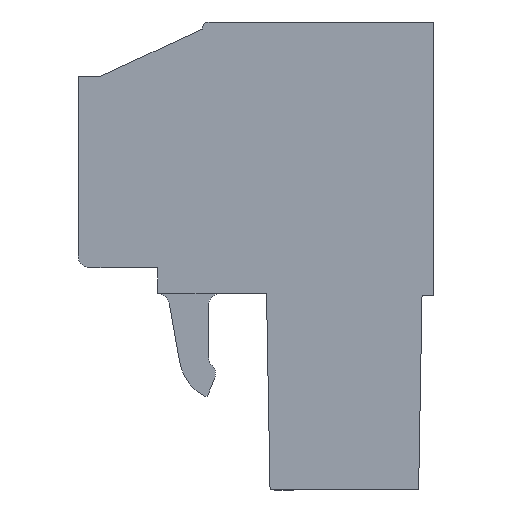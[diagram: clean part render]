
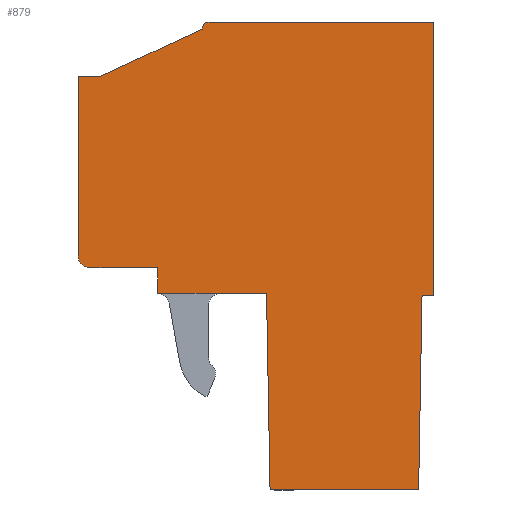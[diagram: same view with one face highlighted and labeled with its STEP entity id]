
A CAD part, left-side view. The second image highlights one B-rep face of the part: STEP entity #879.
In plain terms, the highlighted planar face has unit normal (-1, 0, 0).
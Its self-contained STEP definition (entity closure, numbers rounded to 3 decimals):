
#779=AXIS2_PLACEMENT_3D('Plane Axis2P3D',#776,#777,#778) ;
#783=AXIS2_PLACEMENT_3D('Circle Axis2P3D',#781,#782,$) ;
#811=AXIS2_PLACEMENT_3D('Circle Axis2P3D',#809,#810,$) ;
#383=CARTESIAN_POINT('Vertex',(0.,9.6,20.)) ;
#386=CARTESIAN_POINT('Line Origine',(0.,4.8,20.)) ;
#390=CARTESIAN_POINT('Vertex',(0.,0.,20.)) ;
#757=CARTESIAN_POINT('Line Origine',(0.,0.,14.15)) ;
#761=CARTESIAN_POINT('Vertex',(0.,0.,8.3)) ;
#776=CARTESIAN_POINT('Axis2P3D Location',(0.,0.,0.)) ;
#781=CARTESIAN_POINT('Axis2P3D Location',(0.,9.6,19.7)) ;
#785=CARTESIAN_POINT('Vertex',(0.,9.9,19.7)) ;
#788=CARTESIAN_POINT('Line Origine',(0.,12.066,18.69)) ;
#792=CARTESIAN_POINT('Vertex',(0.,14.232,17.68)) ;
#795=CARTESIAN_POINT('Line Origine',(0.,14.716,17.68)) ;
#799=CARTESIAN_POINT('Vertex',(0.,15.2,17.68)) ;
#802=CARTESIAN_POINT('Line Origine',(0.,15.2,13.84)) ;
#806=CARTESIAN_POINT('Vertex',(0.,15.2,10.)) ;
#809=CARTESIAN_POINT('Axis2P3D Location',(0.,14.7,10.)) ;
#813=CARTESIAN_POINT('Vertex',(0.,14.7,9.5)) ;
#816=CARTESIAN_POINT('Line Origine',(0.,13.25,9.5)) ;
#820=CARTESIAN_POINT('Vertex',(0.,11.8,9.5)) ;
#823=CARTESIAN_POINT('Line Origine',(0.,11.8,8.95)) ;
#827=CARTESIAN_POINT('Vertex',(0.,11.8,8.4)) ;
#830=CARTESIAN_POINT('Line Origine',(0.,9.475,8.4)) ;
#834=CARTESIAN_POINT('Vertex',(0.,7.15,8.4)) ;
#837=CARTESIAN_POINT('Line Origine',(0.,7.075,4.2)) ;
#841=CARTESIAN_POINT('Vertex',(0.,7.,0.)) ;
#844=CARTESIAN_POINT('Line Origine',(0.,3.825,0.)) ;
#848=CARTESIAN_POINT('Vertex',(0.,0.65,0.)) ;
#851=CARTESIAN_POINT('Line Origine',(0.,0.578,4.15)) ;
#855=CARTESIAN_POINT('Vertex',(0.,0.505,8.3)) ;
#858=CARTESIAN_POINT('Line Origine',(0.,0.253,8.3)) ;
#387=DIRECTION('Vector Direction',(0.,1.,0.)) ;
#758=DIRECTION('Vector Direction',(0.,0.,1.)) ;
#777=DIRECTION('Axis2P3D Direction',(-1.,0.,0.)) ;
#778=DIRECTION('Axis2P3D XDirection',(0.,0.,1.)) ;
#782=DIRECTION('Axis2P3D Direction',(-1.,0.,0.)) ;
#789=DIRECTION('Vector Direction',(0.,0.906,-0.423)) ;
#796=DIRECTION('Vector Direction',(0.,1.,0.)) ;
#803=DIRECTION('Vector Direction',(0.,0.,-1.)) ;
#810=DIRECTION('Axis2P3D Direction',(-1.,0.,0.)) ;
#817=DIRECTION('Vector Direction',(0.,-1.,0.)) ;
#824=DIRECTION('Vector Direction',(0.,0.,-1.)) ;
#831=DIRECTION('Vector Direction',(0.,-1.,0.)) ;
#838=DIRECTION('Vector Direction',(0.,-0.018,-1.)) ;
#845=DIRECTION('Vector Direction',(0.,-1.,0.)) ;
#852=DIRECTION('Vector Direction',(0.,-0.017,1.)) ;
#859=DIRECTION('Vector Direction',(0.,-1.,0.)) ;
#388=VECTOR('Line Direction',#387,1.) ;
#759=VECTOR('Line Direction',#758,1.) ;
#790=VECTOR('Line Direction',#789,1.) ;
#797=VECTOR('Line Direction',#796,1.) ;
#804=VECTOR('Line Direction',#803,1.) ;
#818=VECTOR('Line Direction',#817,1.) ;
#825=VECTOR('Line Direction',#824,1.) ;
#832=VECTOR('Line Direction',#831,1.) ;
#839=VECTOR('Line Direction',#838,1.) ;
#846=VECTOR('Line Direction',#845,1.) ;
#853=VECTOR('Line Direction',#852,1.) ;
#860=VECTOR('Line Direction',#859,1.) ;
#864=ORIENTED_EDGE('',*,*,#392,.T.) ;
#865=ORIENTED_EDGE('',*,*,#787,.T.) ;
#866=ORIENTED_EDGE('',*,*,#794,.T.) ;
#867=ORIENTED_EDGE('',*,*,#801,.T.) ;
#868=ORIENTED_EDGE('',*,*,#808,.T.) ;
#869=ORIENTED_EDGE('',*,*,#815,.T.) ;
#870=ORIENTED_EDGE('',*,*,#822,.T.) ;
#871=ORIENTED_EDGE('',*,*,#829,.T.) ;
#872=ORIENTED_EDGE('',*,*,#836,.T.) ;
#873=ORIENTED_EDGE('',*,*,#843,.T.) ;
#874=ORIENTED_EDGE('',*,*,#850,.T.) ;
#875=ORIENTED_EDGE('',*,*,#857,.T.) ;
#876=ORIENTED_EDGE('',*,*,#862,.T.) ;
#877=ORIENTED_EDGE('',*,*,#763,.T.) ;
#879=ADVANCED_FACE('PartBody',(#878),#780,.T.) ;
#784=CIRCLE('generated circle',#783,0.3) ;
#812=CIRCLE('generated circle',#811,0.5) ;
#392=EDGE_CURVE('',#391,#384,#389,.T.) ;
#763=EDGE_CURVE('',#762,#391,#760,.T.) ;
#787=EDGE_CURVE('',#384,#786,#784,.T.) ;
#794=EDGE_CURVE('',#786,#793,#791,.T.) ;
#801=EDGE_CURVE('',#793,#800,#798,.T.) ;
#808=EDGE_CURVE('',#800,#807,#805,.T.) ;
#815=EDGE_CURVE('',#807,#814,#812,.T.) ;
#822=EDGE_CURVE('',#814,#821,#819,.T.) ;
#829=EDGE_CURVE('',#821,#828,#826,.T.) ;
#836=EDGE_CURVE('',#828,#835,#833,.T.) ;
#843=EDGE_CURVE('',#835,#842,#840,.T.) ;
#850=EDGE_CURVE('',#842,#849,#847,.T.) ;
#857=EDGE_CURVE('',#849,#856,#854,.T.) ;
#862=EDGE_CURVE('',#856,#762,#861,.T.) ;
#863=EDGE_LOOP('',(#864,#865,#866,#867,#868,#869,#870,#871,#872,#873,#874,#875,#876,#877)) ;
#878=FACE_OUTER_BOUND('',#863,.T.) ;
#389=LINE('Line',#386,#388) ;
#760=LINE('Line',#757,#759) ;
#791=LINE('Line',#788,#790) ;
#798=LINE('Line',#795,#797) ;
#805=LINE('Line',#802,#804) ;
#819=LINE('Line',#816,#818) ;
#826=LINE('Line',#823,#825) ;
#833=LINE('Line',#830,#832) ;
#840=LINE('Line',#837,#839) ;
#847=LINE('Line',#844,#846) ;
#854=LINE('Line',#851,#853) ;
#861=LINE('Line',#858,#860) ;
#780=PLANE('',#779) ;
#384=VERTEX_POINT('',#383) ;
#391=VERTEX_POINT('',#390) ;
#762=VERTEX_POINT('',#761) ;
#786=VERTEX_POINT('',#785) ;
#793=VERTEX_POINT('',#792) ;
#800=VERTEX_POINT('',#799) ;
#807=VERTEX_POINT('',#806) ;
#814=VERTEX_POINT('',#813) ;
#821=VERTEX_POINT('',#820) ;
#828=VERTEX_POINT('',#827) ;
#835=VERTEX_POINT('',#834) ;
#842=VERTEX_POINT('',#841) ;
#849=VERTEX_POINT('',#848) ;
#856=VERTEX_POINT('',#855) ;
